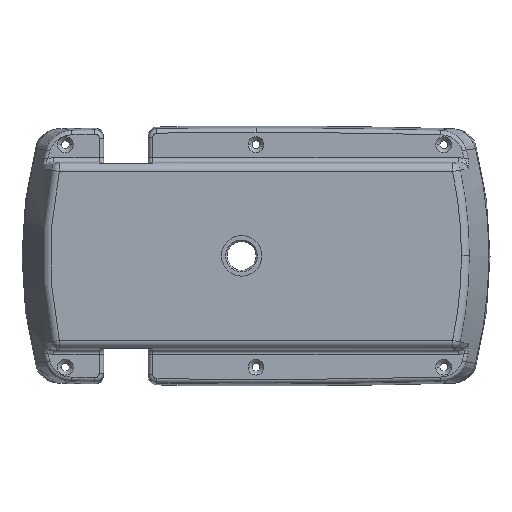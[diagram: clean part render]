
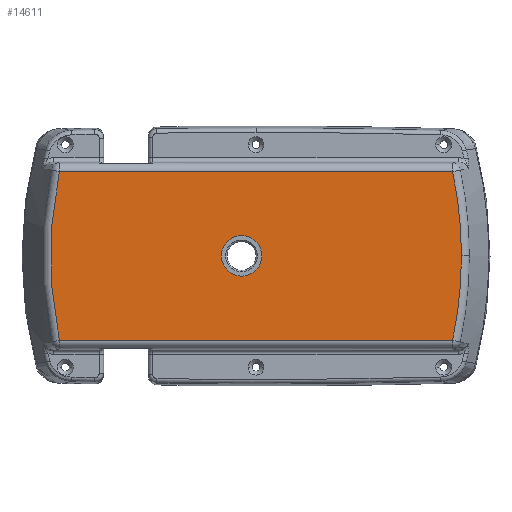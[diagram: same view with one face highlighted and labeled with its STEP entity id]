
A CAD part, top view. The second image highlights one B-rep face of the part: STEP entity #14611.
In plain terms, the highlighted planar face has unit normal (0, 0, 1).
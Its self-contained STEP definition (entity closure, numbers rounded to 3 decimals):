
#239 = VERTEX_POINT ( 'NONE', #6362 ) ;
#412 = CIRCLE ( 'NONE', #11051, 14. ) ;
#628 = CARTESIAN_POINT ( 'NONE',  ( 138., 0., 36.5 ) ) ;
#645 = CIRCLE ( 'NONE', #17151, 280.229 ) ;
#875 = ORIENTED_EDGE ( 'NONE', *, *, #16573, .F. ) ;
#968 = DIRECTION ( 'NONE',  ( 1., 0., 0. ) ) ;
#1282 = ORIENTED_EDGE ( 'NONE', *, *, #7479, .F. ) ;
#1345 = CARTESIAN_POINT ( 'NONE',  ( 69., -2455., 36.5 ) ) ;
#1548 = ORIENTED_EDGE ( 'NONE', *, *, #13064, .T. ) ;
#1755 = CARTESIAN_POINT ( 'NONE',  ( -136.091, -58.333, 36.5 ) ) ;
#1889 = CARTESIAN_POINT ( 'NONE',  ( -10., 0., 36.5 ) ) ;
#1986 = DIRECTION ( 'NONE',  ( 1., 0., 0. ) ) ;
#2305 = CARTESIAN_POINT ( 'NONE',  ( 133.495, -58.333, 36.5 ) ) ;
#2932 = LINE ( 'NONE', #2305, #12863 ) ;
#2966 = CARTESIAN_POINT ( 'NONE',  ( -24., 0., 36.5 ) ) ;
#3248 = DIRECTION ( 'NONE',  ( 1., 0., 0. ) ) ;
#3649 = VERTEX_POINT ( 'NONE', #2966 ) ;
#4059 = PLANE ( 'NONE',  #13243 ) ;
#4697 = AXIS2_PLACEMENT_3D ( 'NONE', #7351, #16796, #8709 ) ;
#4886 = VERTEX_POINT ( 'NONE', #6344 ) ;
#5163 = EDGE_CURVE ( 'NONE', #6630, #6612, #13463, .T. ) ;
#5357 = ORIENTED_EDGE ( 'NONE', *, *, #12102, .T. ) ;
#5407 = DIRECTION ( 'NONE',  ( 1., 0., 0. ) ) ;
#5955 = AXIS2_PLACEMENT_3D ( 'NONE', #6394, #15842, #7760 ) ;
#6033 = CIRCLE ( 'NONE', #6383, 14. ) ;
#6344 = CARTESIAN_POINT ( 'NONE',  ( 136.091, -58.333, 36.5 ) ) ;
#6362 = CARTESIAN_POINT ( 'NONE',  ( 142.229, 0., 36.5 ) ) ;
#6383 = AXIS2_PLACEMENT_3D ( 'NONE', #1889, #11321, #3248 ) ;
#6394 = CARTESIAN_POINT ( 'NONE',  ( -138., 0., 36.5 ) ) ;
#6612 = VERTEX_POINT ( 'NONE', #17279 ) ;
#6621 = DIRECTION ( 'NONE',  ( 1., 0., 0. ) ) ;
#6630 = VERTEX_POINT ( 'NONE', #15972 ) ;
#7351 = CARTESIAN_POINT ( 'NONE',  ( -138., 0., 36.5 ) ) ;
#7479 = EDGE_CURVE ( 'NONE', #8097, #3649, #412, .T. ) ;
#7760 = DIRECTION ( 'NONE',  ( 1., 0., 0. ) ) ;
#8097 = VERTEX_POINT ( 'NONE', #15234 ) ;
#8215 = EDGE_LOOP ( 'NONE', ( #1282, #875 ) ) ;
#8709 = DIRECTION ( 'NONE',  ( 1., 0., 0. ) ) ;
#8827 = FACE_BOUND ( 'NONE', #8215, .T. ) ;
#9049 = DIRECTION ( 'NONE',  ( 0., 0., 1. ) ) ;
#9159 = ORIENTED_EDGE ( 'NONE', *, *, #15688, .T. ) ;
#9189 = EDGE_LOOP ( 'NONE', ( #13752, #5357, #1548, #10874, #9159 ) ) ;
#10003 = DIRECTION ( 'NONE',  ( -1., 0., 0. ) ) ;
#10078 = DIRECTION ( 'NONE',  ( 0., 0., 1. ) ) ;
#10874 = ORIENTED_EDGE ( 'NONE', *, *, #12220, .T. ) ;
#11051 = AXIS2_PLACEMENT_3D ( 'NONE', #17154, #9049, #968 ) ;
#11321 = DIRECTION ( 'NONE',  ( 0., 0., 1. ) ) ;
#12022 = VERTEX_POINT ( 'NONE', #1755 ) ;
#12102 = EDGE_CURVE ( 'NONE', #6612, #12022, #645, .T. ) ;
#12146 = CIRCLE ( 'NONE', #4697, 280.229 ) ;
#12220 = EDGE_CURVE ( 'NONE', #4886, #239, #13295, .T. ) ;
#12820 = FACE_OUTER_BOUND ( 'NONE', #9189, .T. ) ;
#12863 = VECTOR ( 'NONE', #6621, 1000. ) ;
#13064 = EDGE_CURVE ( 'NONE', #12022, #4886, #2932, .T. ) ;
#13243 = AXIS2_PLACEMENT_3D ( 'NONE', #1345, #13489, #5407 ) ;
#13295 = CIRCLE ( 'NONE', #5955, 280.229 ) ;
#13463 = LINE ( 'NONE', #15371, #16221 ) ;
#13489 = DIRECTION ( 'NONE',  ( 0., 0., 1. ) ) ;
#13752 = ORIENTED_EDGE ( 'NONE', *, *, #5163, .T. ) ;
#14611 = ADVANCED_FACE ( 'NONE', ( #8827, #12820 ), #4059, .T. ) ;
#15234 = CARTESIAN_POINT ( 'NONE',  ( 4., 0., 36.5 ) ) ;
#15371 = CARTESIAN_POINT ( 'NONE',  ( -133.495, 58.333, 36.5 ) ) ;
#15688 = EDGE_CURVE ( 'NONE', #239, #6630, #12146, .T. ) ;
#15842 = DIRECTION ( 'NONE',  ( 0., 0., 1. ) ) ;
#15972 = CARTESIAN_POINT ( 'NONE',  ( 136.091, 58.333, 36.5 ) ) ;
#16221 = VECTOR ( 'NONE', #10003, 1000. ) ;
#16573 = EDGE_CURVE ( 'NONE', #3649, #8097, #6033, .T. ) ;
#16796 = DIRECTION ( 'NONE',  ( 0., 0., 1. ) ) ;
#17151 = AXIS2_PLACEMENT_3D ( 'NONE', #628, #10078, #1986 ) ;
#17154 = CARTESIAN_POINT ( 'NONE',  ( -10., 0., 36.5 ) ) ;
#17279 = CARTESIAN_POINT ( 'NONE',  ( -136.091, 58.333, 36.5 ) ) ;
